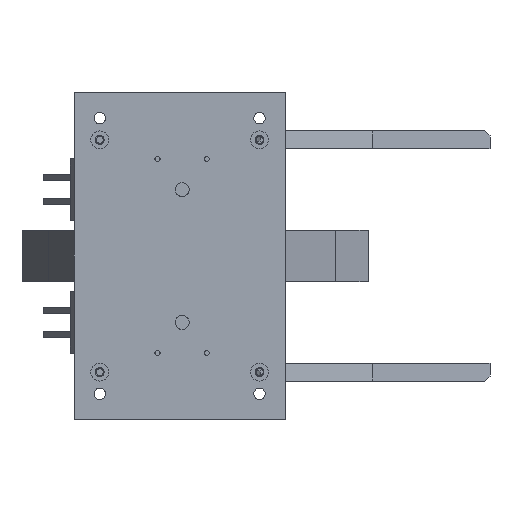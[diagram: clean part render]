
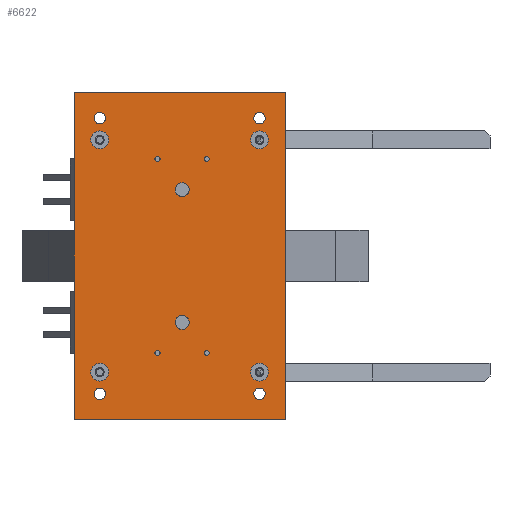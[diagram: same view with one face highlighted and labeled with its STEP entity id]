
A CAD part, front view. The second image highlights one B-rep face of the part: STEP entity #6622.
In plain terms, the highlighted planar face has unit normal (-0.003, -1, 0).
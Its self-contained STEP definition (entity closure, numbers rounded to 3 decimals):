
#203=FACE_BOUND('',#1282,.T.);
#204=FACE_BOUND('',#1283,.T.);
#205=FACE_BOUND('',#1284,.T.);
#206=FACE_BOUND('',#1285,.T.);
#207=FACE_BOUND('',#1286,.T.);
#208=FACE_BOUND('',#1287,.T.);
#209=FACE_BOUND('',#1288,.T.);
#210=FACE_BOUND('',#1289,.T.);
#211=FACE_BOUND('',#1290,.T.);
#212=FACE_BOUND('',#1291,.T.);
#213=FACE_BOUND('',#1292,.T.);
#214=FACE_BOUND('',#1293,.T.);
#215=FACE_BOUND('',#1294,.T.);
#216=FACE_BOUND('',#1295,.T.);
#461=PLANE('',#7332);
#813=FACE_OUTER_BOUND('',#1281,.T.);
#1281=EDGE_LOOP('',(#5882,#5883,#5884,#5885));
#1282=EDGE_LOOP('',(#5886));
#1283=EDGE_LOOP('',(#5887));
#1284=EDGE_LOOP('',(#5888));
#1285=EDGE_LOOP('',(#5889));
#1286=EDGE_LOOP('',(#5890));
#1287=EDGE_LOOP('',(#5891));
#1288=EDGE_LOOP('',(#5892));
#1289=EDGE_LOOP('',(#5893));
#1290=EDGE_LOOP('',(#5894));
#1291=EDGE_LOOP('',(#5895));
#1292=EDGE_LOOP('',(#5896));
#1293=EDGE_LOOP('',(#5897));
#1294=EDGE_LOOP('',(#5898));
#1295=EDGE_LOOP('',(#5899));
#1561=CIRCLE('',#7257,3.5);
#1564=CIRCLE('',#7262,3.5);
#1567=CIRCLE('',#7267,3.5);
#1570=CIRCLE('',#7272,3.5);
#1575=CIRCLE('',#7293,2.25);
#1577=CIRCLE('',#7296,2.25);
#1579=CIRCLE('',#7299,2.25);
#1581=CIRCLE('',#7302,2.25);
#1583=CIRCLE('',#7305,2.75);
#1584=CIRCLE('',#7307,1.);
#1586=CIRCLE('',#7310,1.);
#1588=CIRCLE('',#7313,1.);
#1590=CIRCLE('',#7316,1.);
#1595=CIRCLE('',#7325,2.75);
#2141=LINE('',#11212,#2779);
#2144=LINE('',#11218,#2782);
#2147=LINE('',#11224,#2785);
#2150=LINE('',#11228,#2788);
#2779=VECTOR('',#9010,10.);
#2782=VECTOR('',#9015,10.);
#2785=VECTOR('',#9020,10.);
#2788=VECTOR('',#9025,10.);
#3351=VERTEX_POINT('',#11020);
#3354=VERTEX_POINT('',#11029);
#3357=VERTEX_POINT('',#11038);
#3360=VERTEX_POINT('',#11047);
#3389=VERTEX_POINT('',#11134);
#3391=VERTEX_POINT('',#11140);
#3393=VERTEX_POINT('',#11146);
#3395=VERTEX_POINT('',#11152);
#3397=VERTEX_POINT('',#11158);
#3398=VERTEX_POINT('',#11162);
#3400=VERTEX_POINT('',#11168);
#3402=VERTEX_POINT('',#11174);
#3404=VERTEX_POINT('',#11180);
#3409=VERTEX_POINT('',#11198);
#3413=VERTEX_POINT('',#11209);
#3414=VERTEX_POINT('',#11211);
#3416=VERTEX_POINT('',#11217);
#3418=VERTEX_POINT('',#11223);
#4168=EDGE_CURVE('',#3351,#3351,#1561,.T.);
#4172=EDGE_CURVE('',#3354,#3354,#1564,.T.);
#4176=EDGE_CURVE('',#3357,#3357,#1567,.T.);
#4180=EDGE_CURVE('',#3360,#3360,#1570,.T.);
#4222=EDGE_CURVE('',#3389,#3389,#1575,.T.);
#4225=EDGE_CURVE('',#3391,#3391,#1577,.T.);
#4228=EDGE_CURVE('',#3393,#3393,#1579,.T.);
#4231=EDGE_CURVE('',#3395,#3395,#1581,.T.);
#4234=EDGE_CURVE('',#3397,#3397,#1583,.T.);
#4236=EDGE_CURVE('',#3398,#3398,#1584,.T.);
#4239=EDGE_CURVE('',#3400,#3400,#1586,.T.);
#4242=EDGE_CURVE('',#3402,#3402,#1588,.T.);
#4245=EDGE_CURVE('',#3404,#3404,#1590,.T.);
#4254=EDGE_CURVE('',#3409,#3409,#1595,.T.);
#4260=EDGE_CURVE('',#3414,#3413,#2141,.T.);
#4263=EDGE_CURVE('',#3416,#3414,#2144,.T.);
#4266=EDGE_CURVE('',#3418,#3416,#2147,.T.);
#4269=EDGE_CURVE('',#3413,#3418,#2150,.T.);
#5882=ORIENTED_EDGE('',*,*,#4269,.T.);
#5883=ORIENTED_EDGE('',*,*,#4266,.T.);
#5884=ORIENTED_EDGE('',*,*,#4263,.T.);
#5885=ORIENTED_EDGE('',*,*,#4260,.T.);
#5886=ORIENTED_EDGE('',*,*,#4168,.T.);
#5887=ORIENTED_EDGE('',*,*,#4172,.T.);
#5888=ORIENTED_EDGE('',*,*,#4176,.T.);
#5889=ORIENTED_EDGE('',*,*,#4180,.T.);
#5890=ORIENTED_EDGE('',*,*,#4254,.T.);
#5891=ORIENTED_EDGE('',*,*,#4245,.T.);
#5892=ORIENTED_EDGE('',*,*,#4242,.T.);
#5893=ORIENTED_EDGE('',*,*,#4239,.T.);
#5894=ORIENTED_EDGE('',*,*,#4236,.T.);
#5895=ORIENTED_EDGE('',*,*,#4234,.T.);
#5896=ORIENTED_EDGE('',*,*,#4231,.T.);
#5897=ORIENTED_EDGE('',*,*,#4228,.T.);
#5898=ORIENTED_EDGE('',*,*,#4225,.T.);
#5899=ORIENTED_EDGE('',*,*,#4222,.T.);
#6622=ADVANCED_FACE('',(#813,#203,#204,#205,#206,#207,#208,#209,#210,#211,
#212,#213,#214,#215,#216),#461,.T.);
#7257=AXIS2_PLACEMENT_3D('',#11021,#8810,#8811);
#7262=AXIS2_PLACEMENT_3D('',#11030,#8821,#8822);
#7267=AXIS2_PLACEMENT_3D('',#11039,#8832,#8833);
#7272=AXIS2_PLACEMENT_3D('',#11048,#8843,#8844);
#7293=AXIS2_PLACEMENT_3D('',#11135,#8922,#8923);
#7296=AXIS2_PLACEMENT_3D('',#11141,#8929,#8930);
#7299=AXIS2_PLACEMENT_3D('',#11147,#8936,#8937);
#7302=AXIS2_PLACEMENT_3D('',#11153,#8943,#8944);
#7305=AXIS2_PLACEMENT_3D('',#11159,#8950,#8951);
#7307=AXIS2_PLACEMENT_3D('',#11163,#8955,#8956);
#7310=AXIS2_PLACEMENT_3D('',#11169,#8962,#8963);
#7313=AXIS2_PLACEMENT_3D('',#11175,#8969,#8970);
#7316=AXIS2_PLACEMENT_3D('',#11181,#8976,#8977);
#7325=AXIS2_PLACEMENT_3D('',#11199,#8998,#8999);
#7332=AXIS2_PLACEMENT_3D('',#11229,#9026,#9027);
#8810=DIRECTION('center_axis',(0.002,1.,0.));
#8811=DIRECTION('ref_axis',(1.,-0.002,0.));
#8821=DIRECTION('center_axis',(0.002,1.,0.));
#8822=DIRECTION('ref_axis',(1.,-0.002,0.));
#8832=DIRECTION('center_axis',(0.002,1.,0.));
#8833=DIRECTION('ref_axis',(1.,-0.002,0.));
#8843=DIRECTION('center_axis',(0.002,1.,0.));
#8844=DIRECTION('ref_axis',(1.,-0.002,0.));
#8922=DIRECTION('center_axis',(0.002,1.,0.));
#8923=DIRECTION('ref_axis',(1.,-0.002,0.));
#8929=DIRECTION('center_axis',(0.002,1.,0.));
#8930=DIRECTION('ref_axis',(1.,-0.002,0.));
#8936=DIRECTION('center_axis',(0.002,1.,0.));
#8937=DIRECTION('ref_axis',(1.,-0.002,0.));
#8943=DIRECTION('center_axis',(0.002,1.,0.));
#8944=DIRECTION('ref_axis',(1.,-0.002,0.));
#8950=DIRECTION('center_axis',(0.002,1.,0.));
#8951=DIRECTION('ref_axis',(1.,-0.002,0.));
#8955=DIRECTION('center_axis',(0.002,1.,0.));
#8956=DIRECTION('ref_axis',(1.,-0.002,0.));
#8962=DIRECTION('center_axis',(0.002,1.,0.));
#8963=DIRECTION('ref_axis',(1.,-0.002,0.));
#8969=DIRECTION('center_axis',(0.002,1.,0.));
#8970=DIRECTION('ref_axis',(1.,-0.002,0.));
#8976=DIRECTION('center_axis',(0.002,1.,0.));
#8977=DIRECTION('ref_axis',(1.,-0.002,0.));
#8998=DIRECTION('center_axis',(0.002,1.,0.));
#8999=DIRECTION('ref_axis',(1.,-0.002,0.));
#9010=DIRECTION('',(1.,-0.002,0.));
#9015=DIRECTION('',(0.,0.,-1.));
#9020=DIRECTION('',(-1.,0.002,0.));
#9025=DIRECTION('',(0.,0.,1.));
#9026=DIRECTION('center_axis',(-0.002,-1.,
0.));
#9027=DIRECTION('ref_axis',(1.,-0.002,0.));
#11020=CARTESIAN_POINT('',(26.801,-27.165,55.5));
#11021=CARTESIAN_POINT('Origin',(30.301,-27.174,55.5));
#11029=CARTESIAN_POINT('',(-35.769,-27.009,-35.5));
#11030=CARTESIAN_POINT('Origin',(-32.269,-27.018,-35.5));
#11038=CARTESIAN_POINT('',(-35.769,-27.009,55.5));
#11039=CARTESIAN_POINT('Origin',(-32.269,-27.018,55.5));
#11047=CARTESIAN_POINT('',(26.801,-27.165,-35.5));
#11048=CARTESIAN_POINT('Origin',(30.301,-27.174,-35.5));
#11134=CARTESIAN_POINT('',(28.051,-27.168,-44.));
#11135=CARTESIAN_POINT('Origin',(30.301,-27.174,-44.));
#11140=CARTESIAN_POINT('',(-34.519,-27.012,-44.));
#11141=CARTESIAN_POINT('Origin',(-32.269,-27.018,-44.));
#11146=CARTESIAN_POINT('',(-34.519,-27.012,64.));
#11147=CARTESIAN_POINT('Origin',(-32.269,-27.018,64.));
#11152=CARTESIAN_POINT('',(28.051,-27.168,64.));
#11153=CARTESIAN_POINT('Origin',(30.301,-27.174,64.));
#11158=CARTESIAN_POINT('',(-2.77,-27.091,36.));
#11159=CARTESIAN_POINT('Origin',(-0.02,-27.098,
36.));
#11162=CARTESIAN_POINT('',(-10.654,-27.072,48.));
#11163=CARTESIAN_POINT('Origin',(-9.654,-27.074,48.));
#11168=CARTESIAN_POINT('',(8.614,-27.12,48.));
#11169=CARTESIAN_POINT('Origin',(9.614,-27.122,48.));
#11174=CARTESIAN_POINT('',(-10.654,-27.072,-28.));
#11175=CARTESIAN_POINT('Origin',(-9.654,-27.074,-28.));
#11180=CARTESIAN_POINT('',(8.614,-27.12,-28.));
#11181=CARTESIAN_POINT('Origin',(9.614,-27.122,-28.));
#11198=CARTESIAN_POINT('',(-2.77,-27.091,-16.01));
#11199=CARTESIAN_POINT('Origin',(-0.02,-27.098,-16.01));
#11209=CARTESIAN_POINT('',(40.301,-27.199,-54.));
#11211=CARTESIAN_POINT('',(-42.269,-26.993,-54.));
#11212=CARTESIAN_POINT('',(40.301,-27.199,-54.));
#11217=CARTESIAN_POINT('',(-42.269,-26.993,74.));
#11218=CARTESIAN_POINT('',(-42.269,-26.993,74.));
#11223=CARTESIAN_POINT('',(40.301,-27.199,74.));
#11224=CARTESIAN_POINT('',(40.301,-27.199,74.));
#11228=CARTESIAN_POINT('',(40.301,-27.199,-39.));
#11229=CARTESIAN_POINT('Origin',(-0.984,-27.096,10.));
